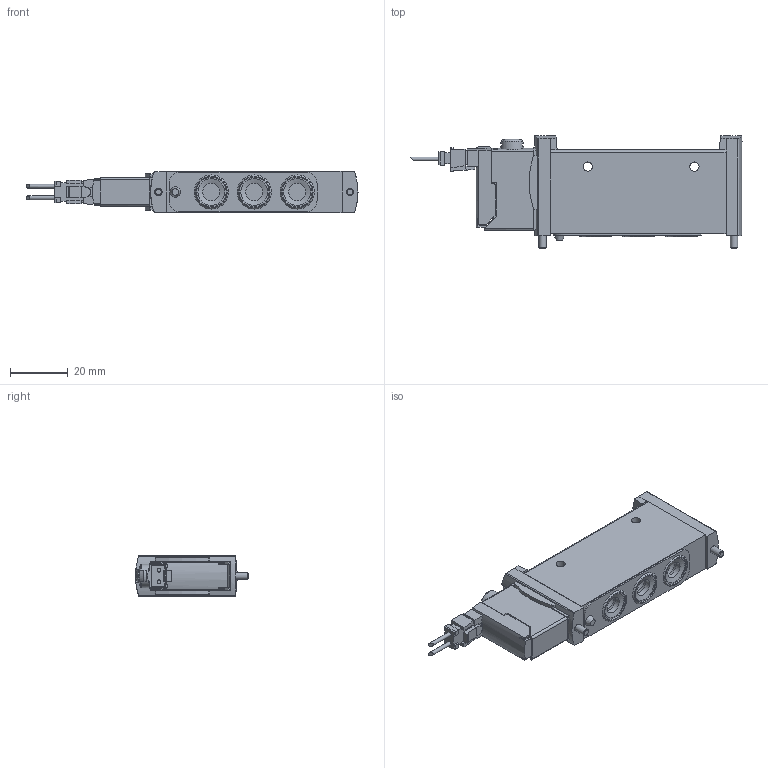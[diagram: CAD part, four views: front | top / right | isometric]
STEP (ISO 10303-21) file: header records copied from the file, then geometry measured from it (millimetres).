
FILE_DESCRIPTION(/* description */ ('STEP AP214'),/* implementation_level */ '2;1');
FILE_NAME(/* name */ '577325_VUVG-S14-M52-AT-G18-1H2L-W1',/* time_stamp */ '2024-09-17T17:26:50+02:00',/* author */ ('License CC BY-ND 4.0'),/* organization */ ('CADENAS'),/* preprocessor_version */ 'ST-DEVELOPER v19.3',/* originating_system */ 'PARTsolutions',/* authorisation */ ' ');
FILE_SCHEMA (('AUTOMOTIVE_DESIGN {1 0 10303 214 3 1 1}'));
Length unit declared in the file: millimetre
Products named in the file (6): 577325 VUVG-S14-M52-AT-G18-1H2L-W1; 564212 VUVG-S-14-M52-A-T-G18--1H2--L-W1---(G); 8086665 M2.5X37-10.9-Z; 1057596 VABD-L1-14X-S-G18---(DR); 566714 VAVE-L1-1VH2-LP; 566654 NEBV-H1G2-KN-0.5-N-LE2
Assembly tree (6 placements, depth 2):
  577325 VUVG-S14-M52-AT-G18-1H2L-W1
    564212 VUVG-S-14-M52-A-T-G18--1H2--L-W1---(G)
    8086665 M2.5X37-10.9-Z  x2
    1057596 VABD-L1-14X-S-G18---(DR)
    566714 VAVE-L1-1VH2-LP
    566654 NEBV-H1G2-KN-0.5-N-LE2
Bounding box: 115.19 x 39.2 x 14.4 mm (x, y, z)
Volume: 34729.9 mm3; surface area: 15198.2 mm2
Topology: 6 solids, 6 shells, 659 faces, 1693 edges, 1098 vertices
Faces by surface type: plane 451, cylinder 150, cone 36, torus 17, sphere 5
Full cylindrical faces by diameter (mm): 1.3 x2, 2.2 x2, 2.5 x2, 2.6 x2, 3 x1, 3.2 x2, 3.8 x1, 3.9 x1, 5.6 x1, 6 x4, 8.1 x1, 8.566 x5, 8.8 x3, 10.3 x3
Entity records: 21066 total; most frequent: CARTESIAN_POINT 3507, DIRECTION 3175, ORIENTED_EDGE 3106, EDGE_CURVE 1553, LINE 1063, VECTOR 1063, AXIS2_PLACEMENT_3D 1056, VERTEX_POINT 1046
